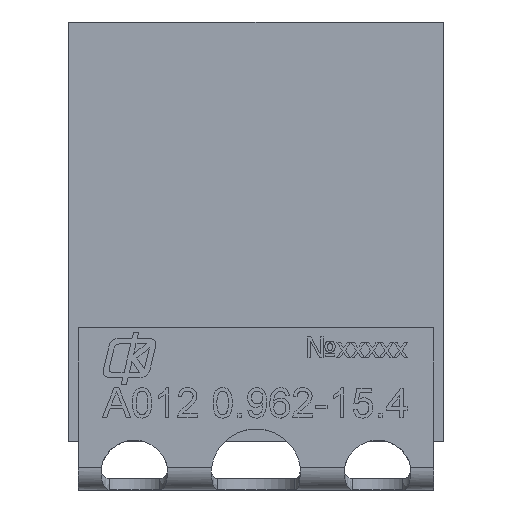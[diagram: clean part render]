
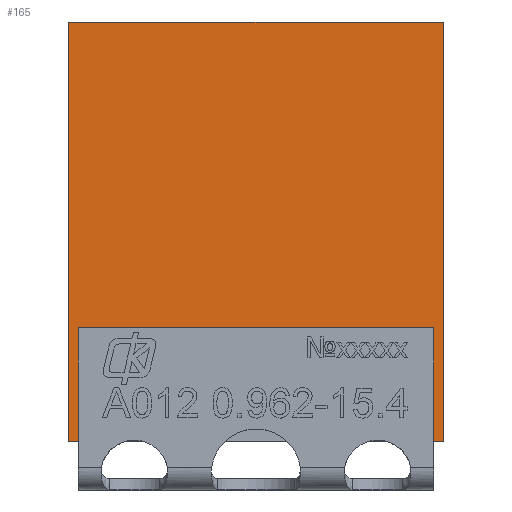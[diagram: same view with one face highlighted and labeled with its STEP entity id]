
A CAD part, top view. The second image highlights one B-rep face of the part: STEP entity #165.
In plain terms, the highlighted planar face has unit normal (0, 0, 1).
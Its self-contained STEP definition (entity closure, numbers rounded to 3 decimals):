
#165=ADVANCED_FACE('',(#3712),#3714,.F.);
#3712=FACE_BOUND('',#3713,.T.);
#3713=EDGE_LOOP('',(#9280,#9281,#9282,#9283,#9284,#9285,#9286,#9287));
#3714=PLANE('',#3715);
#3715=AXIS2_PLACEMENT_3D('',#3716,#3717,#3718);
#3716=CARTESIAN_POINT('',(-5.,5.6,1.8));
#3717=DIRECTION('',(0.,0.,-1.));
#3718=DIRECTION('',(-1.,0.,0.));
#9280=ORIENTED_EDGE('',*,*,#11380,.T.);
#9281=ORIENTED_EDGE('',*,*,#11381,.T.);
#9282=ORIENTED_EDGE('',*,*,#11382,.F.);
#9283=ORIENTED_EDGE('',*,*,#11339,.F.);
#9284=ORIENTED_EDGE('',*,*,#11383,.F.);
#9285=ORIENTED_EDGE('',*,*,#11384,.T.);
#9286=ORIENTED_EDGE('',*,*,#11385,.F.);
#9287=ORIENTED_EDGE('',*,*,#11386,.T.);
#11339=EDGE_CURVE('',#12404,#12396,#12406,.T.);
#11380=EDGE_CURVE('',#12485,#12486,#12487,.T.);
#11381=EDGE_CURVE('',#12486,#12488,#12489,.T.);
#11382=EDGE_CURVE('',#12396,#12488,#12490,.T.);
#11383=EDGE_CURVE('',#12491,#12404,#12492,.T.);
#11384=EDGE_CURVE('',#12491,#12493,#12494,.T.);
#11385=EDGE_CURVE('',#12495,#12493,#12496,.T.);
#11386=EDGE_CURVE('',#12495,#12485,#12497,.T.);
#12396=VERTEX_POINT('',#14158);
#12404=VERTEX_POINT('',#14174);
#12406=LINE('',#14178,#14179);
#12485=VERTEX_POINT('',#14339);
#12486=VERTEX_POINT('',#14340);
#12487=LINE('',#14341,#14342);
#12488=VERTEX_POINT('',#14344);
#12489=LINE('',#14345,#14346);
#12490=LINE('',#14348,#14349);
#12491=VERTEX_POINT('',#14351);
#12492=LINE('',#14352,#14353);
#12493=VERTEX_POINT('',#14355);
#12494=LINE('',#14356,#14357);
#12495=VERTEX_POINT('',#14359);
#12496=LINE('',#14360,#14361);
#12497=LINE('',#14363,#14364);
#14158=CARTESIAN_POINT('',(5.,-5.599,1.8));
#14174=CARTESIAN_POINT('',(5.,5.6,1.8));
#14178=CARTESIAN_POINT('',(5.,5.6,1.8));
#14179=VECTOR('',#14180,1.);
#14180=DIRECTION('',(0.,-1.,0.));
#14339=CARTESIAN_POINT('',(-4.75,-2.575,1.8));
#14340=CARTESIAN_POINT('',(4.75,-2.575,1.8));
#14341=CARTESIAN_POINT('',(-4.75,-2.575,1.8));
#14342=VECTOR('',#14343,1.);
#14343=DIRECTION('',(1.,0.,0.));
#14344=CARTESIAN_POINT('',(4.75,-5.599,1.8));
#14345=CARTESIAN_POINT('',(4.75,-2.575,1.8));
#14346=VECTOR('',#14347,1.);
#14347=DIRECTION('',(0.,-1.,0.));
#14348=CARTESIAN_POINT('',(5.,-5.599,1.8));
#14349=VECTOR('',#14350,1.);
#14350=DIRECTION('',(-1.,0.,0.));
#14351=CARTESIAN_POINT('',(-5.,5.6,1.8));
#14352=CARTESIAN_POINT('',(-5.,5.6,1.8));
#14353=VECTOR('',#14354,1.);
#14354=DIRECTION('',(1.,0.,0.));
#14355=CARTESIAN_POINT('',(-5.,-5.599,1.8));
#14356=CARTESIAN_POINT('',(-5.,5.6,1.8));
#14357=VECTOR('',#14358,1.);
#14358=DIRECTION('',(0.,-1.,0.));
#14359=CARTESIAN_POINT('',(-4.75,-5.599,1.8));
#14360=CARTESIAN_POINT('',(-4.75,-5.599,1.8));
#14361=VECTOR('',#14362,1.);
#14362=DIRECTION('',(-1.,0.,0.));
#14363=CARTESIAN_POINT('',(-4.75,-5.599,1.8));
#14364=VECTOR('',#14365,1.);
#14365=DIRECTION('',(0.,1.,0.));
